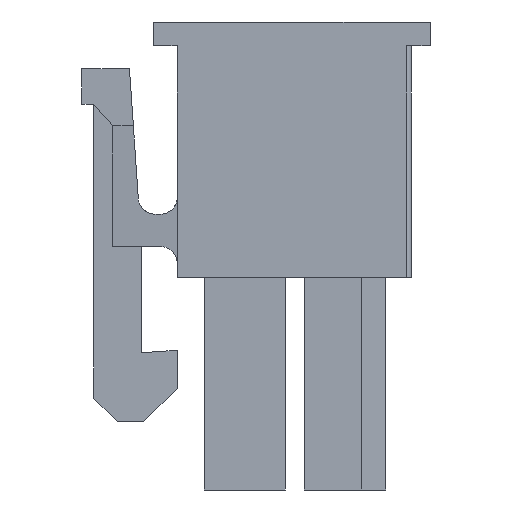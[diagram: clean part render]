
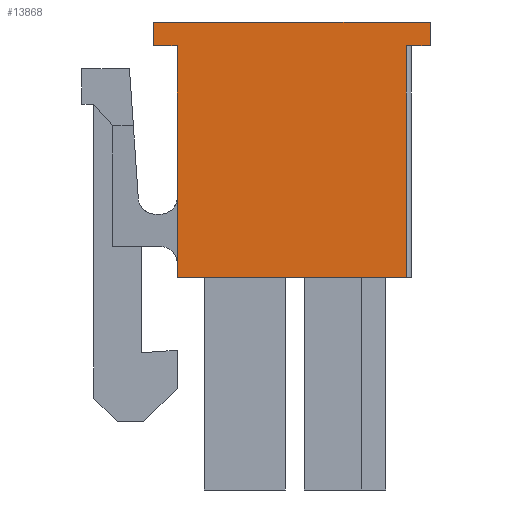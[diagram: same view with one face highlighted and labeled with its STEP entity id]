
A CAD part, left-side view. The second image highlights one B-rep face of the part: STEP entity #13868.
In plain terms, the highlighted planar face has unit normal (-1, 0, 0).
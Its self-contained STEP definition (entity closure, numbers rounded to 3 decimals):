
#1201=ORIENTED_EDGE('',*,*,#4086,.T.);
#1202=ORIENTED_EDGE('',*,*,#5119,.F.);
#1203=ORIENTED_EDGE('',*,*,#5120,.F.);
#1204=ORIENTED_EDGE('',*,*,#4216,.T.);
#1205=ORIENTED_EDGE('',*,*,#5121,.F.);
#1206=ORIENTED_EDGE('',*,*,#5122,.T.);
#1207=ORIENTED_EDGE('',*,*,#4126,.T.);
#1208=ORIENTED_EDGE('',*,*,#5107,.T.);
#4086=EDGE_CURVE('',#6096,#6098,#7358,.T.);
#4126=EDGE_CURVE('',#6132,#6138,#7398,.T.);
#4216=EDGE_CURVE('',#6220,#6221,#7488,.T.);
#5107=EDGE_CURVE('',#6138,#6096,#8369,.T.);
#5119=EDGE_CURVE('',#7002,#6098,#8375,.T.);
#5120=EDGE_CURVE('',#6220,#7002,#8376,.T.);
#5121=EDGE_CURVE('',#7003,#6221,#8377,.T.);
#5122=EDGE_CURVE('',#7003,#6132,#8378,.T.);
#6096=VERTEX_POINT('',#18842);
#6098=VERTEX_POINT('',#18846);
#6132=VERTEX_POINT('',#18921);
#6138=VERTEX_POINT('',#18933);
#6220=VERTEX_POINT('',#19119);
#6221=VERTEX_POINT('',#19120);
#7002=VERTEX_POINT('',#20958);
#7003=VERTEX_POINT('',#20961);
#7358=LINE('',#18847,#9346);
#7398=LINE('',#18934,#9386);
#7488=LINE('',#19118,#9476);
#8369=LINE('',#20941,#10357);
#8375=LINE('',#20957,#10363);
#8376=LINE('',#20959,#10364);
#8377=LINE('',#20960,#10365);
#8378=LINE('',#20962,#10366);
#9346=VECTOR('',#15273,1000.);
#9386=VECTOR('',#15327,1000.);
#9476=VECTOR('',#15443,1000.);
#10357=VECTOR('',#16648,1000.);
#10363=VECTOR('',#16670,1000.);
#10364=VECTOR('',#16671,1000.);
#10365=VECTOR('',#16672,1000.);
#10366=VECTOR('',#16673,1000.);
#11543=EDGE_LOOP('',(#1201,#1202,#1203,#1204,#1205,#1206,#1207,#1208));
#12347=FACE_BOUND('',#11543,.T.);
#13109=PLANE('',#14665);
#13868=ADVANCED_FACE('',(#12347),#13109,.T.);
#14665=AXIS2_PLACEMENT_3D('',#20956,#16668,#16669);
#15273=DIRECTION('',(0.,0.,1.));
#15327=DIRECTION('',(0.,0.,-1.));
#15443=DIRECTION('',(0.,1.,0.));
#16648=DIRECTION('',(0.,-1.,0.));
#16668=DIRECTION('',(-1.,0.,0.));
#16669=DIRECTION('',(0.,0.,1.));
#16670=DIRECTION('',(0.,1.,0.));
#16671=DIRECTION('',(0.,0.,-1.));
#16672=DIRECTION('',(0.,0.,1.));
#16673=DIRECTION('',(0.,-1.,0.));
#18842=CARTESIAN_POINT('',(-13.2,-4.8,-5.35));
#18846=CARTESIAN_POINT('',(-13.2,-4.8,4.35));
#18847=CARTESIAN_POINT('',(-13.2,-4.8,-5.35));
#18921=CARTESIAN_POINT('',(-13.2,4.8,4.35));
#18933=CARTESIAN_POINT('',(-13.2,4.8,-5.35));
#18934=CARTESIAN_POINT('',(-13.2,4.8,5.35));
#19118=CARTESIAN_POINT('',(-13.2,-4.8,5.35));
#19119=CARTESIAN_POINT('',(-13.2,-5.8,5.35));
#19120=CARTESIAN_POINT('',(-13.2,5.8,5.35));
#20941=CARTESIAN_POINT('',(-13.2,4.8,-5.35));
#20956=CARTESIAN_POINT('',(-13.2,0.,0.));
#20957=CARTESIAN_POINT('',(-13.2,-5.8,4.35));
#20958=CARTESIAN_POINT('',(-13.2,-5.8,4.35));
#20959=CARTESIAN_POINT('',(-13.2,-5.8,5.35));
#20960=CARTESIAN_POINT('',(-13.2,5.8,4.35));
#20961=CARTESIAN_POINT('',(-13.2,5.8,4.35));
#20962=CARTESIAN_POINT('',(-13.2,5.8,4.35));
